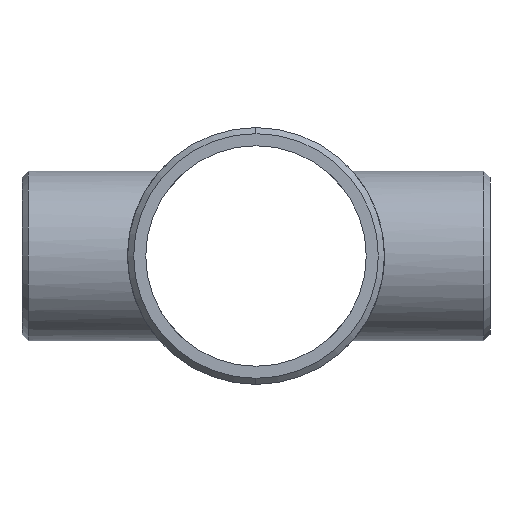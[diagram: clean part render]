
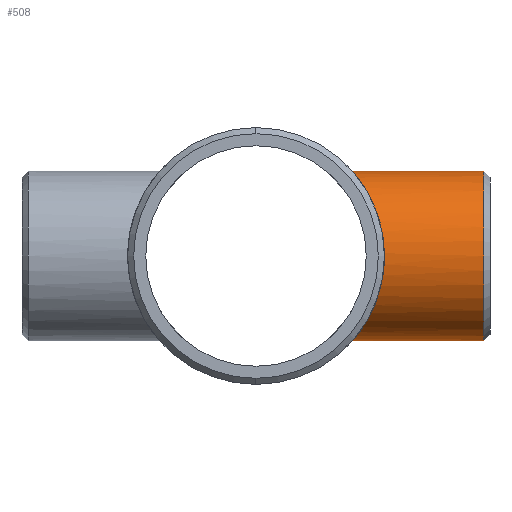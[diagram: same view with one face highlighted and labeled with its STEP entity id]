
A CAD part, left-side view. The second image highlights one B-rep face of the part: STEP entity #508.
In plain terms, the highlighted cylindrical face has radius 24.13 mm (diameter 48.26 mm), a partial arc.
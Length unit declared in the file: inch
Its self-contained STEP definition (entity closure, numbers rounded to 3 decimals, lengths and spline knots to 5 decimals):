
#2 = CARTESIAN_POINT ( 'NONE',  ( 0., -1.07884, -0.95 ) ) ;
#25 = CARTESIAN_POINT ( 'NONE',  ( -0.94177, -1.43207, 0.12885 ) ) ;
#30 = CARTESIAN_POINT ( 'NONE',  ( -0.95004, -1.43752, -0.03083 ) ) ;
#34 = EDGE_CURVE ( 'NONE', #880, #445, #58, .T. ) ;
#35 = CARTESIAN_POINT ( 'NONE',  ( -0.5553, -1.21316, 0.7714 ) ) ;
#58 = LINE ( 'NONE', #771, #1086 ) ;
#89 = CARTESIAN_POINT ( 'NONE',  ( -0.47967, -1.18042, -0.82058 ) ) ;
#92 = ORIENTED_EDGE ( 'NONE', *, *, #34, .F. ) ;
#102 = CARTESIAN_POINT ( 'NONE',  ( -0.8192, -1.35457, -0.48205 ) ) ;
#120 = CARTESIAN_POINT ( 'NONE',  ( -0.26712, -1.11133, 0.91181 ) ) ;
#125 = CARTESIAN_POINT ( 'NONE',  ( -0.80234, -1.34442, 0.50957 ) ) ;
#175 = CARTESIAN_POINT ( 'NONE',  ( -0.5811, -1.22456, -0.75398 ) ) ;
#189 = CARTESIAN_POINT ( 'NONE',  ( -0.25307, -1.10803, -0.91581 ) ) ;
#191 = ORIENTED_EDGE ( 'NONE', *, *, #646, .T. ) ;
#196 = CARTESIAN_POINT ( 'NONE',  ( -0.39848, -1.14977, -0.86293 ) ) ;
#214 = CARTESIAN_POINT ( 'NONE',  ( -0.86854, -1.38501, -0.3852 ) ) ;
#219 = DIRECTION ( 'NONE',  ( 0., 0., -1. ) ) ;
#221 = CARTESIAN_POINT ( 'NONE',  ( -0.4794, -1.1803, 0.82074 ) ) ;
#276 = CARTESIAN_POINT ( 'NONE',  ( 0., -2.55233, -0.95 ) ) ;
#285 = CARTESIAN_POINT ( 'NONE',  ( -0.03244, -1.07921, -0.94958 ) ) ;
#292 = CARTESIAN_POINT ( 'NONE',  ( -0.1277, -1.08463, 0.94354 ) ) ;
#312 = CARTESIAN_POINT ( 'NONE',  ( -0.94996, -1.43747, 0.03309 ) ) ;
#319 = CARTESIAN_POINT ( 'NONE',  ( -0.31188, -1.12265, 0.89789 ) ) ;
#323 = CARTESIAN_POINT ( 'NONE',  ( -0.22141, -1.10123, 0.92397 ) ) ;
#380 = CARTESIAN_POINT ( 'NONE',  ( -0.06463, -1.08066, -0.94794 ) ) ;
#386 = CARTESIAN_POINT ( 'NONE',  ( 0., -1.07884, -0.95 ) ) ;
#391 = CARTESIAN_POINT ( 'NONE',  ( -0.76899, -1.32479, -0.55864 ) ) ;
#404 = CARTESIAN_POINT ( 'NONE',  ( -0.3978, -1.14954, 0.86325 ) ) ;
#408 = CARTESIAN_POINT ( 'NONE',  ( -0.57941, -1.22442, 0.75345 ) ) ;
#414 = CARTESIAN_POINT ( 'NONE',  ( -0.9174, -1.41614, 0.25487 ) ) ;
#419 = B_SPLINE_CURVE_WITH_KNOTS ( 'NONE', 3,
 ( #1008, #1104, #292, #933, #323, #585, #120, #319, #500, #404, #765, #221, #591, #35, #408, #956, #685, #862, #960, #1141, #1053, #125, #504, #690, #1137, #496, #414, #857, #25, #866, #312, #30, #680, #776, #770, #1147, #1048, #214, #744, #818, #667, #102, #465, #391, #556, #1125, #1022, #575, #175, #934, #89, #1118, #196, #1113, #1191, #833, #189, #1098, #639, #918, #479, #927, #380, #285, #1036, #386 ),
 .UNSPECIFIED., .F., .F.,
 ( 4, 2, 2, 2, 2, 2, 2, 2, 2, 2, 2, 2, 2, 2, 2, 2, 2, 2, 2, 2, 2, 2, 2, 2, 2, 2, 2, 2, 2, 2, 2, 2, 4 ),
 ( 0.07788, 0.08274, 0.08395, 0.08516, 0.08759, 0.09002, 0.09244, 0.09487, 0.09608, 0.09729, 0.10215, 0.10457, 0.107, 0.11185, 0.11428, 0.11671, 0.11913, 0.12156, 0.12641, 0.12763, 0.12884, 0.13127, 0.13369, 0.13612, 0.14097, 0.1434, 0.14583, 0.14825, 0.14947, 0.15068, 0.15311, 0.15432, 0.15553 ),
 .UNSPECIFIED. ) ;
#431 = CARTESIAN_POINT ( 'NONE',  ( 0., -1.07884, 0.95 ) ) ;
#445 = VERTEX_POINT ( 'NONE', #2 ) ;
#465 = CARTESIAN_POINT ( 'NONE',  ( -0.80323, -1.34495, -0.50818 ) ) ;
#479 = CARTESIAN_POINT ( 'NONE',  ( -0.12843, -1.086, -0.94182 ) ) ;
#496 = CARTESIAN_POINT ( 'NONE',  ( -0.8985, -1.40387, 0.3148 ) ) ;
#500 = CARTESIAN_POINT ( 'NONE',  ( -0.34097, -1.13113, 0.88724 ) ) ;
#504 = CARTESIAN_POINT ( 'NONE',  ( -0.81832, -1.35404, 0.48353 ) ) ;
#505 = DIRECTION ( 'NONE',  ( 0., 1., 0. ) ) ;
#506 = CARTESIAN_POINT ( 'NONE',  ( 0., -2.62, 0.95 ) ) ;
#508 = ADVANCED_FACE ( 'NONE', ( #1011 ), #1013, .T. ) ;
#556 = CARTESIAN_POINT ( 'NONE',  ( -0.75072, -1.31424, -0.58296 ) ) ;
#575 = CARTESIAN_POINT ( 'NONE',  ( -0.62732, -1.24745, -0.71595 ) ) ;
#585 = CARTESIAN_POINT ( 'NONE',  ( -0.25202, -1.10779, 0.9161 ) ) ;
#587 = LINE ( 'NONE', #506, #998 ) ;
#591 = CARTESIAN_POINT ( 'NONE',  ( -0.50529, -1.1911, 0.80504 ) ) ;
#593 = DIRECTION ( 'NONE',  ( 0., 1., 0. ) ) ;
#639 = CARTESIAN_POINT ( 'NONE',  ( -0.20679, -1.09838, -0.92736 ) ) ;
#646 = EDGE_CURVE ( 'NONE', #880, #825, #922, .T. ) ;
#667 = CARTESIAN_POINT ( 'NONE',  ( -0.84137, -1.36813, -0.4414 ) ) ;
#680 = CARTESIAN_POINT ( 'NONE',  ( -0.94847, -1.43649, -0.06281 ) ) ;
#685 = CARTESIAN_POINT ( 'NONE',  ( -0.62573, -1.24714, 0.71497 ) ) ;
#690 = CARTESIAN_POINT ( 'NONE',  ( -0.84802, -1.37219, 0.42932 ) ) ;
#702 = ORIENTED_EDGE ( 'NONE', *, *, #798, .T. ) ;
#741 = CARTESIAN_POINT ( 'NONE',  ( 0., -2.62, 0. ) ) ;
#744 = CARTESIAN_POINT ( 'NONE',  ( -0.86204, -1.38094, -0.39953 ) ) ;
#745 = ORIENTED_EDGE ( 'NONE', *, *, #755, .T. ) ;
#755 = EDGE_CURVE ( 'NONE', #825, #1181, #587, .T. ) ;
#765 = CARTESIAN_POINT ( 'NONE',  ( -0.42566, -1.15952, 0.84985 ) ) ;
#770 = CARTESIAN_POINT ( 'NONE',  ( -0.93716, -1.42904, -0.15893 ) ) ;
#771 = CARTESIAN_POINT ( 'NONE',  ( 0., -2.62, -0.95 ) ) ;
#776 = CARTESIAN_POINT ( 'NONE',  ( -0.94205, -1.43225, -0.12682 ) ) ;
#788 = AXIS2_PLACEMENT_3D ( 'NONE', #741, #923, #829 ) ;
#795 = CARTESIAN_POINT ( 'NONE',  ( 0., -2.55233, 0.95 ) ) ;
#798 = EDGE_CURVE ( 'NONE', #1181, #445, #419, .T. ) ;
#818 = CARTESIAN_POINT ( 'NONE',  ( -0.84846, -1.3725, -0.42762 ) ) ;
#825 = VERTEX_POINT ( 'NONE', #795 ) ;
#829 = DIRECTION ( 'NONE',  ( 0., 0., -1. ) ) ;
#833 = CARTESIAN_POINT ( 'NONE',  ( -0.2682, -1.11159, -0.91149 ) ) ;
#857 = CARTESIAN_POINT ( 'NONE',  ( -0.93681, -1.42881, 0.16094 ) ) ;
#862 = CARTESIAN_POINT ( 'NONE',  ( -0.64816, -1.25854, 0.69471 ) ) ;
#866 = CARTESIAN_POINT ( 'NONE',  ( -0.94831, -1.43638, 0.06502 ) ) ;
#870 = CARTESIAN_POINT ( 'NONE',  ( 0., -2.55233, 0. ) ) ;
#872 = DIRECTION ( 'NONE',  ( 0., 1., 0. ) ) ;
#880 = VERTEX_POINT ( 'NONE', #276 ) ;
#918 = CARTESIAN_POINT ( 'NONE',  ( -0.15996, -1.09021, -0.93698 ) ) ;
#922 = CIRCLE ( 'NONE', #1099, 0.95 ) ;
#923 = DIRECTION ( 'NONE',  ( 0., 1., 0. ) ) ;
#927 = CARTESIAN_POINT ( 'NONE',  ( -0.08064, -1.08174, -0.94671 ) ) ;
#933 = CARTESIAN_POINT ( 'NONE',  ( -0.20586, -1.0982, 0.92757 ) ) ;
#934 = CARTESIAN_POINT ( 'NONE',  ( -0.50587, -1.19135, -0.80468 ) ) ;
#956 = CARTESIAN_POINT ( 'NONE',  ( -0.61431, -1.24144, 0.72481 ) ) ;
#960 = CARTESIAN_POINT ( 'NONE',  ( -0.65918, -1.26425, 0.68426 ) ) ;
#998 = VECTOR ( 'NONE', #593, 39.37008 ) ;
#1008 = CARTESIAN_POINT ( 'NONE',  ( 0., -1.07884, 0.95 ) ) ;
#1011 = FACE_OUTER_BOUND ( 'NONE', #1135, .T. ) ;
#1013 = CYLINDRICAL_SURFACE ( 'NONE', #788, 0.95 ) ;
#1022 = CARTESIAN_POINT ( 'NONE',  ( -0.69133, -1.28122, -0.65228 ) ) ;
#1036 = CARTESIAN_POINT ( 'NONE',  ( -0.01621, -1.07884, -0.95 ) ) ;
#1048 = CARTESIAN_POINT ( 'NONE',  ( -0.8992, -1.40431, -0.31288 ) ) ;
#1053 = CARTESIAN_POINT ( 'NONE',  ( -0.75116, -1.3143, 0.58476 ) ) ;
#1086 = VECTOR ( 'NONE', #505, 39.37008 ) ;
#1098 = CARTESIAN_POINT ( 'NONE',  ( -0.22238, -1.10142, -0.92374 ) ) ;
#1099 = AXIS2_PLACEMENT_3D ( 'NONE', #870, #872, #219 ) ;
#1104 = CARTESIAN_POINT ( 'NONE',  ( -0.06431, -1.07884, 0.95 ) ) ;
#1113 = CARTESIAN_POINT ( 'NONE',  ( -0.34196, -1.13143, -0.88685 ) ) ;
#1118 = CARTESIAN_POINT ( 'NONE',  ( -0.426, -1.15964, -0.84968 ) ) ;
#1125 = CARTESIAN_POINT ( 'NONE',  ( -0.71183, -1.29242, -0.62986 ) ) ;
#1135 = EDGE_LOOP ( 'NONE', ( #191, #745, #702, #92 ) ) ;
#1137 = CARTESIAN_POINT ( 'NONE',  ( -0.86176, -1.38074, 0.40105 ) ) ;
#1141 = CARTESIAN_POINT ( 'NONE',  ( -0.71274, -1.29251, 0.63099 ) ) ;
#1147 = CARTESIAN_POINT ( 'NONE',  ( -0.91798, -1.41651, -0.25276 ) ) ;
#1181 = VERTEX_POINT ( 'NONE', #431 ) ;
#1191 = CARTESIAN_POINT ( 'NONE',  ( -0.31295, -1.12295, -0.89752 ) ) ;
